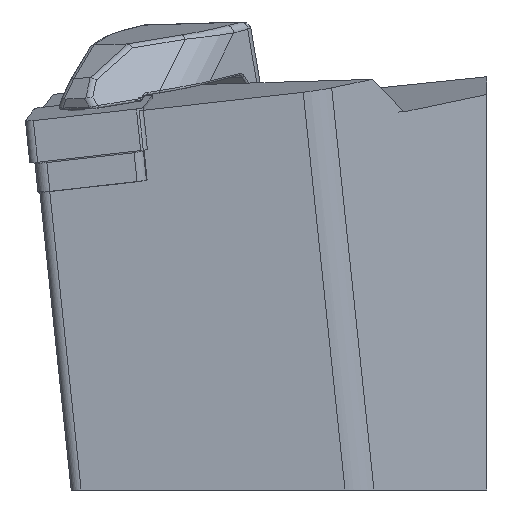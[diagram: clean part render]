
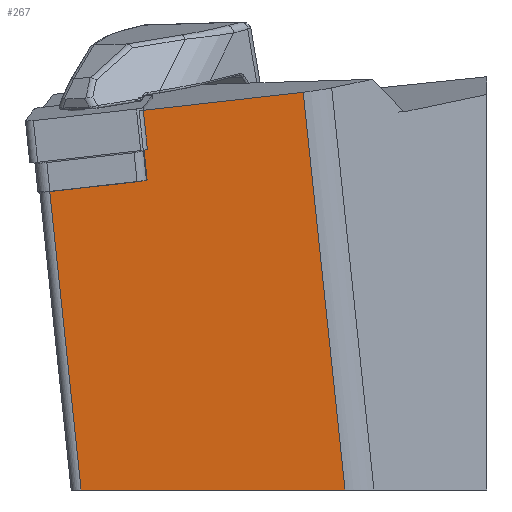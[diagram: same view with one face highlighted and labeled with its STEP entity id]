
A CAD part, left-side view. The second image highlights one B-rep face of the part: STEP entity #267.
In plain terms, the highlighted planar face has unit normal (-0.992, -0.087, -0.096).
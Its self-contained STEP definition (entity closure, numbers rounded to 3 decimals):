
#267=ADVANCED_FACE('',(#440),#388,.F.);
#388=PLANE('',#2183);
#440=FACE_OUTER_BOUND('',#556,.T.);
#556=EDGE_LOOP('',(#1046,#1047,#1048,#1049,#1050,#1051,#1052));
#678=LINE('',#3010,#845);
#683=LINE('',#3024,#850);
#702=LINE('',#3070,#869);
#703=LINE('',#3072,#870);
#704=LINE('',#3073,#871);
#705=LINE('',#3075,#872);
#706=LINE('',#3076,#873);
#845=VECTOR('',#2397,1.);
#850=VECTOR('',#2408,1.);
#869=VECTOR('',#2441,1.);
#870=VECTOR('',#2444,1.);
#871=VECTOR('',#2445,1.);
#872=VECTOR('',#2446,1.);
#873=VECTOR('',#2447,1.);
#1046=ORIENTED_EDGE('',*,*,#1801,.F.);
#1047=ORIENTED_EDGE('',*,*,#1831,.F.);
#1048=ORIENTED_EDGE('',*,*,#1830,.T.);
#1049=ORIENTED_EDGE('',*,*,#1832,.F.);
#1050=ORIENTED_EDGE('',*,*,#1833,.T.);
#1051=ORIENTED_EDGE('',*,*,#1807,.F.);
#1052=ORIENTED_EDGE('',*,*,#1834,.T.);
#1612=VERTEX_POINT('',#3008);
#1614=VERTEX_POINT('',#3011);
#1619=VERTEX_POINT('',#3023);
#1620=VERTEX_POINT('',#3025);
#1638=VERTEX_POINT('',#3067);
#1639=VERTEX_POINT('',#3069);
#1640=VERTEX_POINT('',#3074);
#1801=EDGE_CURVE('',#1612,#1614,#678,.T.);
#1807=EDGE_CURVE('',#1619,#1620,#683,.T.);
#1830=EDGE_CURVE('',#1638,#1639,#702,.T.);
#1831=EDGE_CURVE('',#1638,#1612,#703,.T.);
#1832=EDGE_CURVE('',#1640,#1639,#704,.T.);
#1833=EDGE_CURVE('',#1640,#1620,#705,.T.);
#1834=EDGE_CURVE('',#1619,#1614,#706,.T.);
#2183=AXIS2_PLACEMENT_3D('',#3077,#2448,#2449);
#2397=DIRECTION('',(0.076,-0.991,0.112));
#2408=DIRECTION('',(0.076,-0.991,0.112));
#2441=DIRECTION('',(0.105,-0.104,-0.989));
#2444=DIRECTION('',(0.076,-0.991,0.112));
#2445=DIRECTION('',(-0.087,0.996,0.));
#2446=DIRECTION('',(-0.105,0.104,0.989));
#2447=DIRECTION('',(0.105,-0.104,-0.989));
#2448=DIRECTION('',(0.992,0.087,0.096));
#2449=DIRECTION('',(0.096,0.,-0.995));
#3008=CARTESIAN_POINT('',(2.328,37.248,-6.491));
#3010=CARTESIAN_POINT('',(1.554,47.363,-7.636));
#3011=CARTESIAN_POINT('',(2.357,36.873,-6.449));
#3023=CARTESIAN_POINT('',(1.559,37.667,1.108));
#3024=CARTESIAN_POINT('',(0.755,48.157,-0.079));
#3025=CARTESIAN_POINT('',(2.921,19.883,3.121));
#3067=CARTESIAN_POINT('',(1.554,47.363,-7.636));
#3069=CARTESIAN_POINT('',(4.974,43.961,-40.));
#3070=CARTESIAN_POINT('',(5.637,43.302,-46.269));
#3072=CARTESIAN_POINT('',(1.554,47.363,-7.636));
#3073=CARTESIAN_POINT('',(5.036,43.25,-40.));
#3074=CARTESIAN_POINT('',(7.478,15.351,-40.));
#3075=CARTESIAN_POINT('',(7.802,15.028,-43.069));
#3076=CARTESIAN_POINT('',(1.312,37.913,3.442));
#3077=CARTESIAN_POINT('',(5.637,43.302,-46.269));
